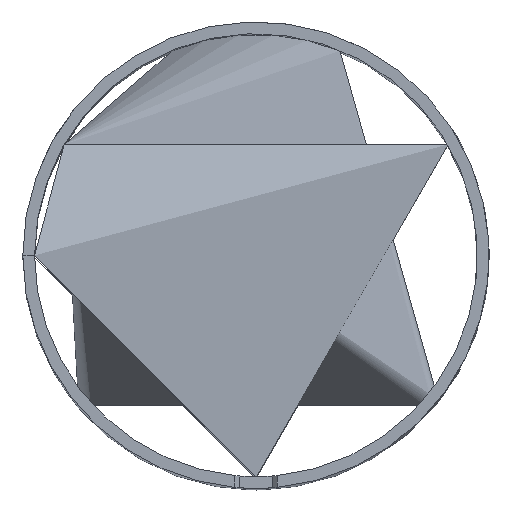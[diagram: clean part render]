
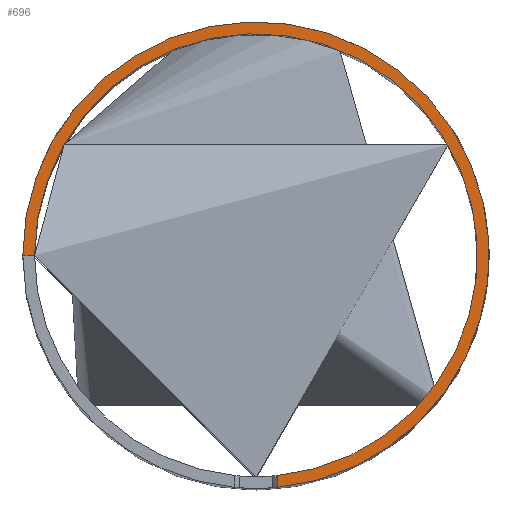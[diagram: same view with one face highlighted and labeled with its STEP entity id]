
A CAD part, top view. The second image highlights one B-rep face of the part: STEP entity #696.
In plain terms, the highlighted planar face has unit normal (0, 0, 1).
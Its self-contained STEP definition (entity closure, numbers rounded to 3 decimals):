
#80=CIRCLE('',#748,49.5);
#83=CIRCLE('',#763,47.);
#113=FACE_OUTER_BOUND('',#161,.T.);
#161=EDGE_LOOP('',(#548,#549,#550,#551));
#216=LINE('',#1586,#265);
#219=LINE('',#1596,#268);
#265=VECTOR('',#874,10.);
#268=VECTOR('',#887,10.);
#301=VERTEX_POINT('',#1012);
#310=VERTEX_POINT('',#1029);
#337=VERTEX_POINT('',#1585);
#339=VERTEX_POINT('',#1595);
#377=EDGE_CURVE('',#301,#310,#80,.T.);
#412=EDGE_CURVE('',#337,#301,#216,.T.);
#417=EDGE_CURVE('',#310,#339,#219,.T.);
#418=EDGE_CURVE('',#339,#337,#83,.T.);
#548=ORIENTED_EDGE('',*,*,#412,.T.);
#549=ORIENTED_EDGE('',*,*,#377,.T.);
#550=ORIENTED_EDGE('',*,*,#417,.T.);
#551=ORIENTED_EDGE('',*,*,#418,.T.);
#664=PLANE('',#762);
#696=ADVANCED_FACE('',(#113),#664,.F.);
#748=AXIS2_PLACEMENT_3D('',#1031,#844,#845);
#762=AXIS2_PLACEMENT_3D('',#1594,#885,#886);
#763=AXIS2_PLACEMENT_3D('',#1597,#888,#889);
#844=DIRECTION('center_axis',(0.,0.,1.));
#845=DIRECTION('ref_axis',(-1.,-0.001,0.));
#874=DIRECTION('',(0.,-1.,0.));
#885=DIRECTION('center_axis',(0.,0.,-1.));
#886=DIRECTION('ref_axis',(-1.,0.,0.));
#887=DIRECTION('',(1.,0.,0.));
#888=DIRECTION('center_axis',(0.,0.,-1.));
#889=DIRECTION('ref_axis',(-1.,-0.002,0.));
#1012=CARTESIAN_POINT('',(4.5,-49.295,0.));
#1029=CARTESIAN_POINT('',(-49.5,-0.063,0.));
#1031=CARTESIAN_POINT('Origin',(0.,0.,0.));
#1585=CARTESIAN_POINT('',(4.5,-46.784,0.));
#1586=CARTESIAN_POINT('',(4.5,-23.392,0.));
#1594=CARTESIAN_POINT('Origin',(0.,0.,0.));
#1595=CARTESIAN_POINT('',(-47.,-0.063,0.));
#1596=CARTESIAN_POINT('',(-23.5,-0.063,0.));
#1597=CARTESIAN_POINT('Origin',(0.,0.,0.));
